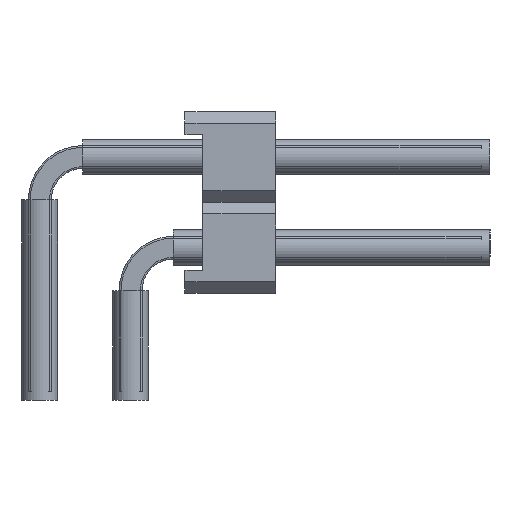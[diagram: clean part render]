
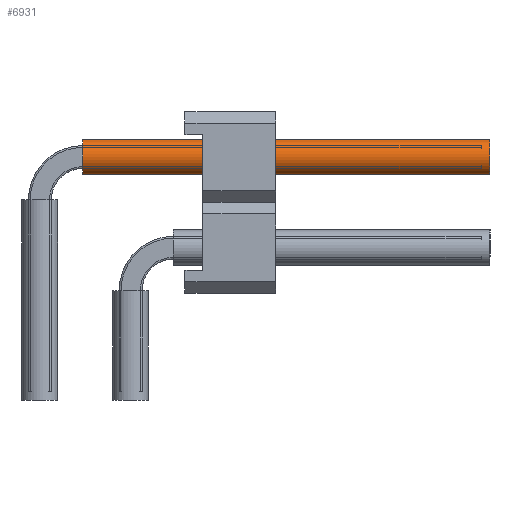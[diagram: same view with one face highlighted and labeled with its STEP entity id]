
A CAD part, left-side view. The second image highlights one B-rep face of the part: STEP entity #6931.
In plain terms, the highlighted cylindrical face has radius 0.5 mm (diameter 1 mm), a full revolution.
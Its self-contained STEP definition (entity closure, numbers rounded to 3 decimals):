
#3804=ORIENTED_EDGE('',*,*,#4792,.F.);
#3805=ORIENTED_EDGE('',*,*,#4793,.T.);
#4792=EDGE_CURVE('',#5448,#5448,#5680,.T.);
#4793=EDGE_CURVE('',#5449,#5449,#5681,.T.);
#5448=VERTEX_POINT('',#11605);
#5449=VERTEX_POINT('',#11607);
#5680=CIRCLE('',#7606,0.5);
#5681=CIRCLE('',#7607,0.5);
#6074=EDGE_LOOP('',(#3804));
#6075=EDGE_LOOP('',(#3805));
#6468=FACE_BOUND('',#6074,.T.);
#6469=FACE_BOUND('',#6075,.T.);
#6589=CYLINDRICAL_SURFACE('',#7605,0.5);
#6931=ADVANCED_FACE('',(#6468,#6469),#6589,.F.);
#7605=AXIS2_PLACEMENT_3D('',#11603,#9568,#9569);
#7606=AXIS2_PLACEMENT_3D('',#11604,#9570,#9571);
#7607=AXIS2_PLACEMENT_3D('',#11606,#9572,#9573);
#9568=DIRECTION('',(1.,0.,0.));
#9569=DIRECTION('',(0.,0.,-1.));
#9570=DIRECTION('',(-1.,0.,0.));
#9571=DIRECTION('',(0.,0.,1.));
#9572=DIRECTION('',(-1.,0.,0.));
#9573=DIRECTION('',(0.,0.,1.));
#11603=CARTESIAN_POINT('',(1.2,0.,6.81));
#11604=CARTESIAN_POINT('',(12.6,0.,6.81));
#11605=CARTESIAN_POINT('',(12.6,0.,7.31));
#11606=CARTESIAN_POINT('',(1.2,0.,6.81));
#11607=CARTESIAN_POINT('',(1.2,0.,7.31));
